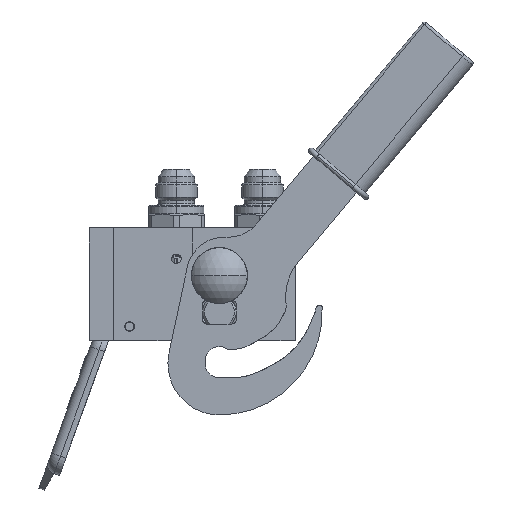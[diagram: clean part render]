
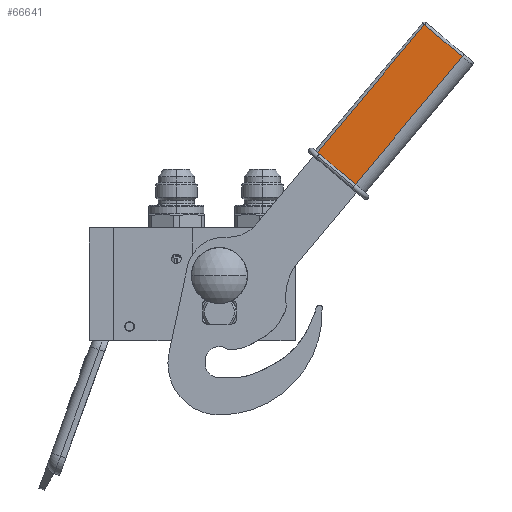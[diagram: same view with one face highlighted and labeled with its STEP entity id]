
A CAD part, front view. The second image highlights one B-rep face of the part: STEP entity #66641.
In plain terms, the highlighted face is planar.
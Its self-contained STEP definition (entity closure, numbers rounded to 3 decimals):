
#3195 = DIRECTION ( 'NONE',  ( 0., 0., -1. ) ) ;
#3531 = CARTESIAN_POINT ( 'NONE',  ( 8., 3., 16. ) ) ;
#3610 = CARTESIAN_POINT ( 'NONE',  ( 8., 0., 17.5 ) ) ;
#8765 = EDGE_CURVE ( 'NONE', #50598, #13126, #79833, .T. ) ;
#9461 = DIRECTION ( 'NONE',  ( 0., 0., -1. ) ) ;
#9980 = ORIENTED_EDGE ( 'NONE', *, *, #8765, .T. ) ;
#13078 = VECTOR ( 'NONE', #77664, 1000. ) ;
#13126 = VERTEX_POINT ( 'NONE', #22470 ) ;
#16624 = LINE ( 'NONE', #55442, #112349 ) ;
#19600 = CARTESIAN_POINT ( 'NONE',  ( 8., 92., 16. ) ) ;
#22470 = CARTESIAN_POINT ( 'NONE',  ( 8., 3., -10.5 ) ) ;
#26823 = EDGE_LOOP ( 'NONE', ( #101843, #118019, #9980, #100804 ) ) ;
#28781 = VECTOR ( 'NONE', #9461, 1000. ) ;
#38657 = CARTESIAN_POINT ( 'NONE',  ( 8., 92., 16. ) ) ;
#39713 = AXIS2_PLACEMENT_3D ( 'NONE', #3610, #104906, #3195 ) ;
#45307 = DIRECTION ( 'NONE',  ( 0., 1., 0. ) ) ;
#46211 = FACE_OUTER_BOUND ( 'NONE', #26823, .T. ) ;
#50598 = VERTEX_POINT ( 'NONE', #117759 ) ;
#53445 = LINE ( 'NONE', #19600, #28781 ) ;
#55442 = CARTESIAN_POINT ( 'NONE',  ( 8., 3., -10.5 ) ) ;
#56263 = VECTOR ( 'NONE', #65361, 1000. ) ;
#65361 = DIRECTION ( 'NONE',  ( 0., -1., 0. ) ) ;
#65373 = CARTESIAN_POINT ( 'NONE',  ( 8., 92., -10.5 ) ) ;
#66641 = ADVANCED_FACE ( 'NONE', ( #46211 ), #67281, .T. ) ;
#67281 = PLANE ( 'NONE',  #39713 ) ;
#73619 = LINE ( 'NONE', #38657, #56263 ) ;
#77664 = DIRECTION ( 'NONE',  ( 0., 0., -1. ) ) ;
#79833 = LINE ( 'NONE', #3531, #13078 ) ;
#82878 = VERTEX_POINT ( 'NONE', #65373 ) ;
#85334 = EDGE_CURVE ( 'NONE', #13126, #82878, #16624, .T. ) ;
#95746 = EDGE_CURVE ( 'NONE', #104081, #82878, #53445, .T. ) ;
#100804 = ORIENTED_EDGE ( 'NONE', *, *, #85334, .T. ) ;
#101843 = ORIENTED_EDGE ( 'NONE', *, *, #95746, .F. ) ;
#104081 = VERTEX_POINT ( 'NONE', #107334 ) ;
#104906 = DIRECTION ( 'NONE',  ( 1., 0., 0. ) ) ;
#107334 = CARTESIAN_POINT ( 'NONE',  ( 8., 92., 16. ) ) ;
#112349 = VECTOR ( 'NONE', #45307, 1000. ) ;
#115875 = EDGE_CURVE ( 'NONE', #104081, #50598, #73619, .T. ) ;
#117759 = CARTESIAN_POINT ( 'NONE',  ( 8., 3., 16. ) ) ;
#118019 = ORIENTED_EDGE ( 'NONE', *, *, #115875, .T. ) ;
